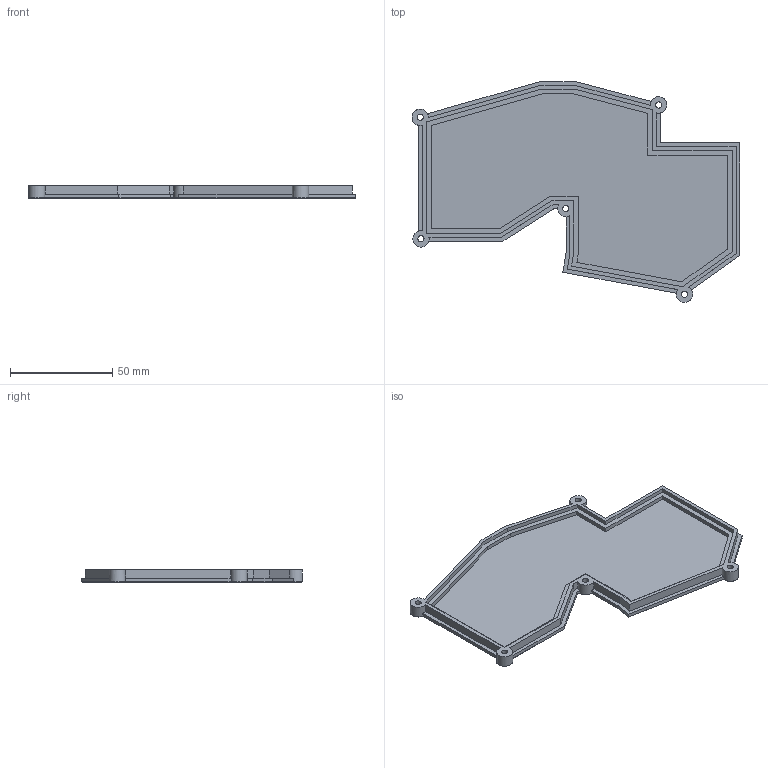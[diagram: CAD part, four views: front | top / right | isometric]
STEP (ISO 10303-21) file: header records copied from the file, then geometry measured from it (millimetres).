
FILE_DESCRIPTION(('FreeCAD Model'),'2;1');
FILE_NAME('Open CASCADE Shape Model','2024-07-14T16:06:34',(''),(''), 'Open CASCADE STEP processor 7.6','FreeCAD','Unknown');
FILE_SCHEMA(('AUTOMOTIVE_DESIGN { 1 0 10303 214 1 1 1 1 }'));
Length unit declared in the file: millimetre
Products named in the file (1): LeftPlate
Bounding box: 160.29 x 108.01 x 6 mm (x, y, z)
Volume: 29769.7 mm3; surface area: 28852.6 mm2
Topology: 1 solids, 1 shells, 99 faces, 261 edges, 166 vertices
Faces by surface type: plane 79, cone 10, cylinder 10
Full cylindrical faces by diameter (mm): 3 x5
Entity records: 6493 total; most frequent: CARTESIAN_POINT 1129, DIRECTION 1018, LINE 683, VECTOR 683, ORIENTED_EDGE 522, PCURVE 522, DEFINITIONAL_REPRESENTATION 522, EDGE_CURVE 261
